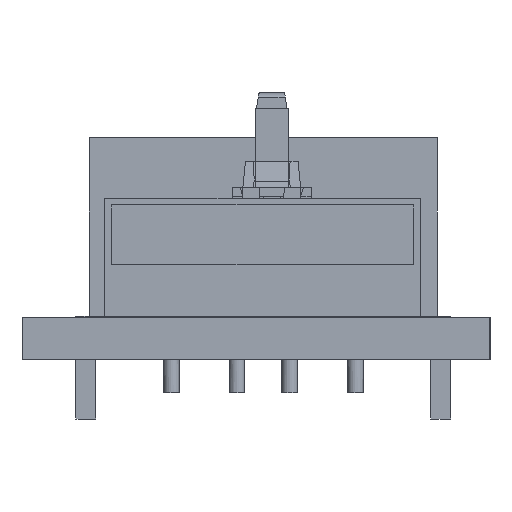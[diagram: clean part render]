
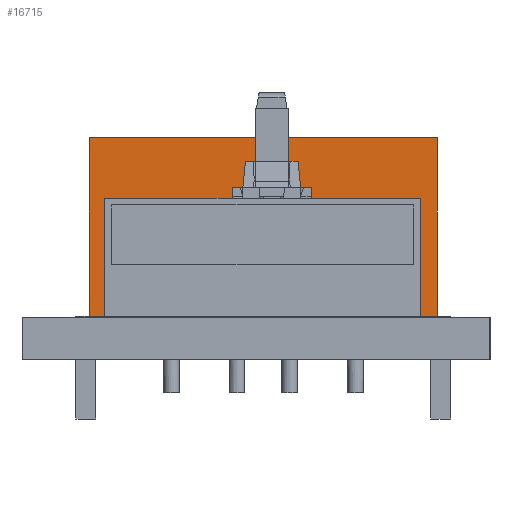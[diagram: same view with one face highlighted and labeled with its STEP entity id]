
A CAD part, left-side view. The second image highlights one B-rep face of the part: STEP entity #16715.
In plain terms, the highlighted free-form (B-spline) face has degree [1, 1] with [2, 2] control points.
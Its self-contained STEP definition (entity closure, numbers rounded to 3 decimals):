
#16530 = B_SPLINE_SURFACE_WITH_KNOTS('',1,1,(
    (#16531,#16532)
    ,(#16533,#16534
    )),.UNSPECIFIED.,.F.,.F.,.F.,(2,2),(2,2),(-6.8,0.),(-6.95,6.95),
  .PIECEWISE_BEZIER_KNOTS.);
#16531 = CARTESIAN_POINT('',(0.,0.,0.));
#16532 = CARTESIAN_POINT('',(13.9,0.,0.));
#16533 = CARTESIAN_POINT('',(0.,0.,6.8));
#16534 = CARTESIAN_POINT('',(13.9,0.,6.8));
#16555 = B_SPLINE_SURFACE_WITH_KNOTS('',1,1,(
    (#16556,#16557)
    ,(#16558,#16559
  )),.UNSPECIFIED.,.F.,.F.,.F.,(2,2),(2,2),(-6.95,6.95),(-6.625,6.625),
  .PIECEWISE_BEZIER_KNOTS.);
#16556 = CARTESIAN_POINT('',(0.,0.,6.8));
#16557 = CARTESIAN_POINT('',(0.,13.25,6.8));
#16558 = CARTESIAN_POINT('',(13.9,0.,6.8));
#16559 = CARTESIAN_POINT('',(13.9,13.25,6.8));
#16580 = B_SPLINE_SURFACE_WITH_KNOTS('',1,1,(
    (#16581,#16582)
    ,(#16583,#16584
    )),.UNSPECIFIED.,.F.,.F.,.F.,(2,2),(2,2),(-6.8,0.),(-6.95,6.95),
  .PIECEWISE_BEZIER_KNOTS.);
#16581 = CARTESIAN_POINT('',(0.,13.25,0.));
#16582 = CARTESIAN_POINT('',(13.9,13.25,0.));
#16583 = CARTESIAN_POINT('',(0.,13.25,6.8));
#16584 = CARTESIAN_POINT('',(13.9,13.25,6.8));
#16603 = B_SPLINE_SURFACE_WITH_KNOTS('',1,1,(
    (#16604,#16605)
    ,(#16606,#16607
  )),.UNSPECIFIED.,.F.,.F.,.F.,(2,2),(2,2),(-6.95,6.95),(-6.625,6.625),
  .PIECEWISE_BEZIER_KNOTS.);
#16604 = CARTESIAN_POINT('',(0.,0.,0.));
#16605 = CARTESIAN_POINT('',(0.,13.25,0.));
#16606 = CARTESIAN_POINT('',(13.9,0.,0.));
#16607 = CARTESIAN_POINT('',(13.9,13.25,0.));
#16715 = ADVANCED_FACE('',(#16716),#16729,.T.);
#16716 = FACE_BOUND('',#16717,.T.);
#16717 = EDGE_LOOP('',(#16718,#16745,#16765,#16785));
#16718 = ORIENTED_EDGE('',*,*,#16719,.F.);
#16719 = EDGE_CURVE('',#16720,#16722,#16724,.T.);
#16720 = VERTEX_POINT('',#16721);
#16721 = CARTESIAN_POINT('',(0.,0.,0.));
#16722 = VERTEX_POINT('',#16723);
#16723 = CARTESIAN_POINT('',(0.,13.25,0.));
#16724 = SURFACE_CURVE('',#16725,(#16728,#16739),.PCURVE_S1.);
#16725 = B_SPLINE_CURVE_WITH_KNOTS('',1,(#16726,#16727),.UNSPECIFIED.,
  .F.,.F.,(2,2),(-6.625,6.625),.PIECEWISE_BEZIER_KNOTS.);
#16726 = CARTESIAN_POINT('',(0.,0.,0.));
#16727 = CARTESIAN_POINT('',(0.,13.25,0.));
#16728 = PCURVE('',#16729,#16734);
#16729 = B_SPLINE_SURFACE_WITH_KNOTS('',1,1,(
    (#16730,#16731)
    ,(#16732,#16733
    )),.UNSPECIFIED.,.F.,.F.,.F.,(2,2),(2,2),(-6.8,0.),(-6.625,6.625),
  .PIECEWISE_BEZIER_KNOTS.);
#16730 = CARTESIAN_POINT('',(0.,0.,0.));
#16731 = CARTESIAN_POINT('',(0.,13.25,0.));
#16732 = CARTESIAN_POINT('',(0.,0.,6.8));
#16733 = CARTESIAN_POINT('',(0.,13.25,6.8));
#16734 = DEFINITIONAL_REPRESENTATION('',(#16735),#16738);
#16735 = B_SPLINE_CURVE_WITH_KNOTS('',1,(#16736,#16737),.UNSPECIFIED.,
  .F.,.F.,(2,2),(-6.625,6.625),.PIECEWISE_BEZIER_KNOTS.);
#16736 = CARTESIAN_POINT('',(-6.8,-6.625));
#16737 = CARTESIAN_POINT('',(-6.8,6.625));
#16738 = ( GEOMETRIC_REPRESENTATION_CONTEXT(2) 
PARAMETRIC_REPRESENTATION_CONTEXT() REPRESENTATION_CONTEXT('2D SPACE',''
  ) );
#16739 = PCURVE('',#16603,#16740);
#16740 = DEFINITIONAL_REPRESENTATION('',(#16741),#16744);
#16741 = B_SPLINE_CURVE_WITH_KNOTS('',1,(#16742,#16743),.UNSPECIFIED.,
  .F.,.F.,(2,2),(-6.625,6.625),.PIECEWISE_BEZIER_KNOTS.);
#16742 = CARTESIAN_POINT('',(-6.95,-6.625));
#16743 = CARTESIAN_POINT('',(-6.95,6.625));
#16744 = ( GEOMETRIC_REPRESENTATION_CONTEXT(2) 
PARAMETRIC_REPRESENTATION_CONTEXT() REPRESENTATION_CONTEXT('2D SPACE',''
  ) );
#16745 = ORIENTED_EDGE('',*,*,#16746,.F.);
#16746 = EDGE_CURVE('',#16747,#16720,#16749,.T.);
#16747 = VERTEX_POINT('',#16748);
#16748 = CARTESIAN_POINT('',(0.,0.,6.8));
#16749 = SURFACE_CURVE('',#16750,(#16753,#16759),.PCURVE_S1.);
#16750 = B_SPLINE_CURVE_WITH_KNOTS('',1,(#16751,#16752),.UNSPECIFIED.,
  .F.,.F.,(2,2),(0.,6.8),.PIECEWISE_BEZIER_KNOTS.);
#16751 = CARTESIAN_POINT('',(0.,0.,6.8));
#16752 = CARTESIAN_POINT('',(0.,0.,0.));
#16753 = PCURVE('',#16729,#16754);
#16754 = DEFINITIONAL_REPRESENTATION('',(#16755),#16758);
#16755 = B_SPLINE_CURVE_WITH_KNOTS('',1,(#16756,#16757),.UNSPECIFIED.,
  .F.,.F.,(2,2),(0.,6.8),.PIECEWISE_BEZIER_KNOTS.);
#16756 = CARTESIAN_POINT('',(0.,-6.625));
#16757 = CARTESIAN_POINT('',(-6.8,-6.625));
#16758 = ( GEOMETRIC_REPRESENTATION_CONTEXT(2) 
PARAMETRIC_REPRESENTATION_CONTEXT() REPRESENTATION_CONTEXT('2D SPACE',''
  ) );
#16759 = PCURVE('',#16530,#16760);
#16760 = DEFINITIONAL_REPRESENTATION('',(#16761),#16764);
#16761 = B_SPLINE_CURVE_WITH_KNOTS('',1,(#16762,#16763),.UNSPECIFIED.,
  .F.,.F.,(2,2),(0.,6.8),.PIECEWISE_BEZIER_KNOTS.);
#16762 = CARTESIAN_POINT('',(0.,-6.95));
#16763 = CARTESIAN_POINT('',(-6.8,-6.95));
#16764 = ( GEOMETRIC_REPRESENTATION_CONTEXT(2) 
PARAMETRIC_REPRESENTATION_CONTEXT() REPRESENTATION_CONTEXT('2D SPACE',''
  ) );
#16765 = ORIENTED_EDGE('',*,*,#16766,.T.);
#16766 = EDGE_CURVE('',#16747,#16767,#16769,.T.);
#16767 = VERTEX_POINT('',#16768);
#16768 = CARTESIAN_POINT('',(0.,13.25,6.8));
#16769 = SURFACE_CURVE('',#16770,(#16773,#16779),.PCURVE_S1.);
#16770 = B_SPLINE_CURVE_WITH_KNOTS('',1,(#16771,#16772),.UNSPECIFIED.,
  .F.,.F.,(2,2),(-6.625,6.625),.PIECEWISE_BEZIER_KNOTS.);
#16771 = CARTESIAN_POINT('',(0.,0.,6.8));
#16772 = CARTESIAN_POINT('',(0.,13.25,6.8));
#16773 = PCURVE('',#16729,#16774);
#16774 = DEFINITIONAL_REPRESENTATION('',(#16775),#16778);
#16775 = B_SPLINE_CURVE_WITH_KNOTS('',1,(#16776,#16777),.UNSPECIFIED.,
  .F.,.F.,(2,2),(-6.625,6.625),.PIECEWISE_BEZIER_KNOTS.);
#16776 = CARTESIAN_POINT('',(0.,-6.625));
#16777 = CARTESIAN_POINT('',(0.,6.625));
#16778 = ( GEOMETRIC_REPRESENTATION_CONTEXT(2) 
PARAMETRIC_REPRESENTATION_CONTEXT() REPRESENTATION_CONTEXT('2D SPACE',''
  ) );
#16779 = PCURVE('',#16555,#16780);
#16780 = DEFINITIONAL_REPRESENTATION('',(#16781),#16784);
#16781 = B_SPLINE_CURVE_WITH_KNOTS('',1,(#16782,#16783),.UNSPECIFIED.,
  .F.,.F.,(2,2),(-6.625,6.625),.PIECEWISE_BEZIER_KNOTS.);
#16782 = CARTESIAN_POINT('',(-6.95,-6.625));
#16783 = CARTESIAN_POINT('',(-6.95,6.625));
#16784 = ( GEOMETRIC_REPRESENTATION_CONTEXT(2) 
PARAMETRIC_REPRESENTATION_CONTEXT() REPRESENTATION_CONTEXT('2D SPACE',''
  ) );
#16785 = ORIENTED_EDGE('',*,*,#16786,.T.);
#16786 = EDGE_CURVE('',#16767,#16722,#16787,.T.);
#16787 = SURFACE_CURVE('',#16788,(#16791,#16797),.PCURVE_S1.);
#16788 = B_SPLINE_CURVE_WITH_KNOTS('',1,(#16789,#16790),.UNSPECIFIED.,
  .F.,.F.,(2,2),(0.,6.8),.PIECEWISE_BEZIER_KNOTS.);
#16789 = CARTESIAN_POINT('',(0.,13.25,6.8));
#16790 = CARTESIAN_POINT('',(0.,13.25,0.));
#16791 = PCURVE('',#16729,#16792);
#16792 = DEFINITIONAL_REPRESENTATION('',(#16793),#16796);
#16793 = B_SPLINE_CURVE_WITH_KNOTS('',1,(#16794,#16795),.UNSPECIFIED.,
  .F.,.F.,(2,2),(0.,6.8),.PIECEWISE_BEZIER_KNOTS.);
#16794 = CARTESIAN_POINT('',(0.,6.625));
#16795 = CARTESIAN_POINT('',(-6.8,6.625));
#16796 = ( GEOMETRIC_REPRESENTATION_CONTEXT(2) 
PARAMETRIC_REPRESENTATION_CONTEXT() REPRESENTATION_CONTEXT('2D SPACE',''
  ) );
#16797 = PCURVE('',#16580,#16798);
#16798 = DEFINITIONAL_REPRESENTATION('',(#16799),#16802);
#16799 = B_SPLINE_CURVE_WITH_KNOTS('',1,(#16800,#16801),.UNSPECIFIED.,
  .F.,.F.,(2,2),(0.,6.8),.PIECEWISE_BEZIER_KNOTS.);
#16800 = CARTESIAN_POINT('',(0.,-6.95));
#16801 = CARTESIAN_POINT('',(-6.8,-6.95));
#16802 = ( GEOMETRIC_REPRESENTATION_CONTEXT(2) 
PARAMETRIC_REPRESENTATION_CONTEXT() REPRESENTATION_CONTEXT('2D SPACE',''
  ) );
